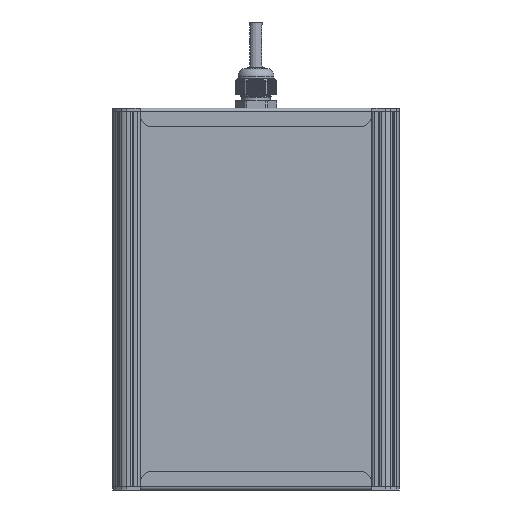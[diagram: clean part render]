
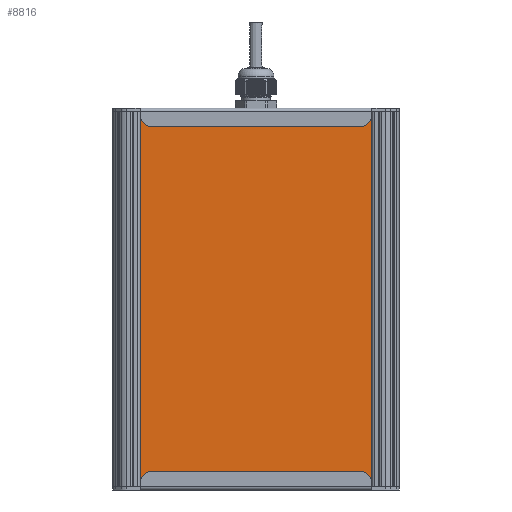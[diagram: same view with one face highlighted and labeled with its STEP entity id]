
A CAD part, front view. The second image highlights one B-rep face of the part: STEP entity #8816.
In plain terms, the highlighted face is planar.
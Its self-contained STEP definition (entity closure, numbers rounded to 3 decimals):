
#8816=ADVANCED_FACE('',(#24910),#24912,.T.);
#24910=FACE_BOUND('',#24911,.T.);
#24911=EDGE_LOOP('',(#53804,#53805,#53806,#53807));
#24912=PLANE('',#24913);
#24913=AXIS2_PLACEMENT_3D('',#24914,#24915,#24916);
#24914=CARTESIAN_POINT('',(2111.497,401.002,-34.582));
#24915=DIRECTION('',(0.,0.,-1.));
#24916=DIRECTION('',(0.,1.,0.));
#53804=ORIENTED_EDGE('',*,*,#61797,.T.);
#53805=ORIENTED_EDGE('',*,*,#61796,.F.);
#53806=ORIENTED_EDGE('',*,*,#61798,.F.);
#53807=ORIENTED_EDGE('',*,*,#61799,.T.);
#61796=EDGE_CURVE('',#68092,#68090,#68094,.T.);
#61797=EDGE_CURVE('',#68095,#68090,#68096,.T.);
#61798=EDGE_CURVE('',#68097,#68092,#68098,.T.);
#61799=EDGE_CURVE('',#68097,#68095,#68099,.T.);
#68090=VERTEX_POINT('',#86972);
#68092=VERTEX_POINT('',#86976);
#68094=LINE('',#86980,#86981);
#68095=VERTEX_POINT('',#86983);
#68096=LINE('',#86984,#86985);
#68097=VERTEX_POINT('',#86987);
#68098=LINE('',#86988,#86989);
#68099=LINE('',#86991,#86992);
#86972=CARTESIAN_POINT('',(2357.497,401.002,-34.582));
#86976=CARTESIAN_POINT('',(2111.497,401.002,-34.582));
#86980=CARTESIAN_POINT('',(2111.497,401.002,-34.582));
#86981=VECTOR('',#86982,1.);
#86982=DIRECTION('',(1.,0.,0.));
#86983=CARTESIAN_POINT('',(2357.497,565.13,-34.582));
#86984=CARTESIAN_POINT('',(2357.497,565.13,-34.582));
#86985=VECTOR('',#86986,1.);
#86986=DIRECTION('',(0.,-1.,0.));
#86987=CARTESIAN_POINT('',(2111.497,565.13,-34.582));
#86988=CARTESIAN_POINT('',(2111.497,565.13,-34.582));
#86989=VECTOR('',#86990,1.);
#86990=DIRECTION('',(0.,-1.,0.));
#86991=CARTESIAN_POINT('',(2111.497,565.13,-34.582));
#86992=VECTOR('',#86993,1.);
#86993=DIRECTION('',(1.,0.,0.));
